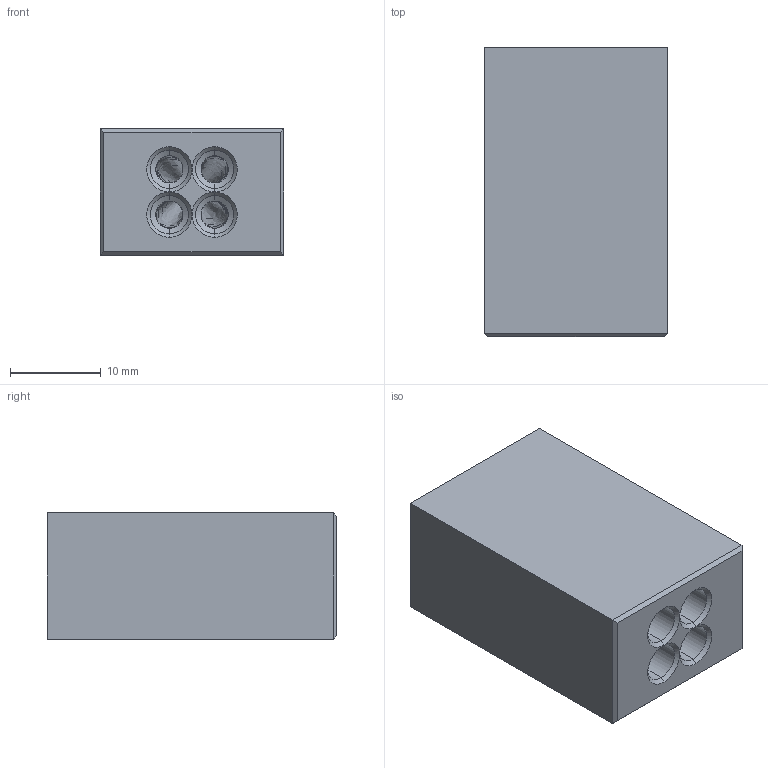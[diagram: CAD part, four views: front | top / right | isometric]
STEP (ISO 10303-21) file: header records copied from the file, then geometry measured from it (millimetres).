
FILE_DESCRIPTION (( 'STEP AP214' ), '1' );
FILE_NAME ('4in1-v1.2.STEP', '2023-04-07T11:09:41', ( '' ), ( '' ), 'SwSTEP 2.0', 'SolidWorks 2020', '' );
FILE_SCHEMA (( 'AUTOMOTIVE_DESIGN' ));
Length unit declared in the file: millimetre
Products named in the file (1): 4in1-v1.2
Bounding box: 20.25 x 32 x 14 mm (x, y, z)
Volume: 7889.7 mm3; surface area: 3747.6 mm2
Topology: 1 solids, 1 shells, 66 faces, 165 edges, 97 vertices
Faces by surface type: cylinder 29, cone 18, plane 14, bspline 5
Entity records: 4472 total; most frequent: CARTESIAN_POINT 2940, ORIENTED_EDGE 330, DIRECTION 298, EDGE_CURVE 165, AXIS2_PLACEMENT_3D 116, VERTEX_POINT 97, EDGE_LOOP 70, FACE_OUTER_BOUND 66
